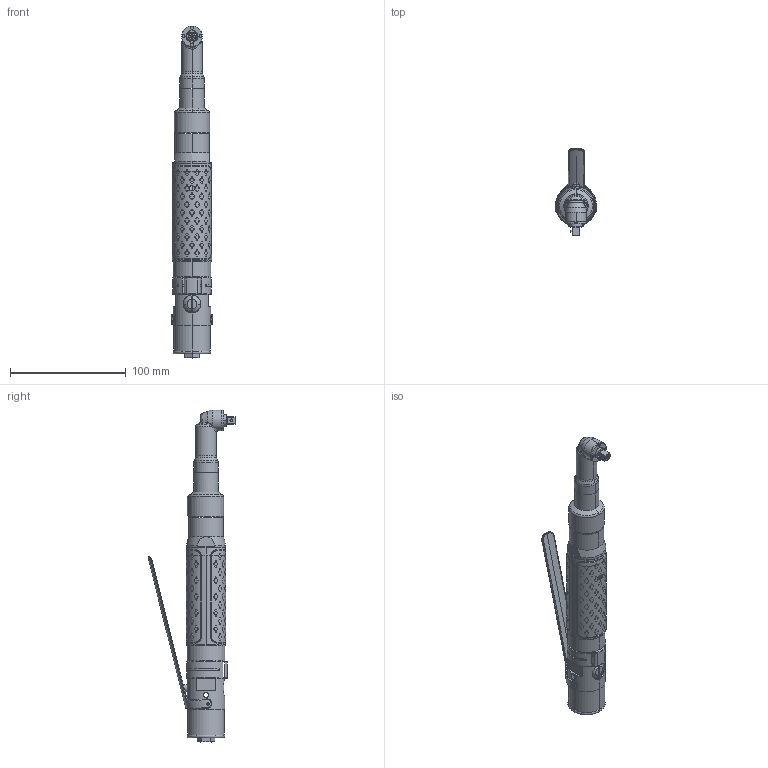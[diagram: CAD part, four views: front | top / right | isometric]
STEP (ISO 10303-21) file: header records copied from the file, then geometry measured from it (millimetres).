
FILE_DESCRIPTION((''),'2;1');
FILE_NAME('TMP152323_SW','2011-01-28T',('tooextcsr'),(''),'PRO/ENGINEER BY PARAMETRIC TECHNOLOGY CORPORATION, 2008310','PRO/ENGINEER BY PARAMETRIC TECHNOLOGY CORPORATION, 2008310','');
FILE_SCHEMA(('CONFIG_CONTROL_DESIGN', 'GEOMETRIC_VALIDATION_PROPERTIES_MIM'));
Length unit declared in the file: millimetre
Products named in the file (1): TMP152323_SW
Bounding box: 35.58 x 76.06 x 287.35 mm (x, y, z)
Surface area: 44919.1 mm2 (no closed solid volume)
Topology: 0 solids, 59 shells, 467 faces, 2651 edges, 2120 vertices
Faces by surface type: plane 194, cylinder 154, bspline 48, torus 36, cone 28, sphere 7
Entity records: 36971 total; most frequent: CARTESIAN_POINT 17466, ORIENTED_EDGE 3340, EDGE_CURVE 2647, VERTEX_POINT 2120, DIRECTION 2024, B_SPLINE_CURVE_WITH_KNOTS 1816, AXIS2_PLACEMENT_3D 774, EDGE_LOOP 604
